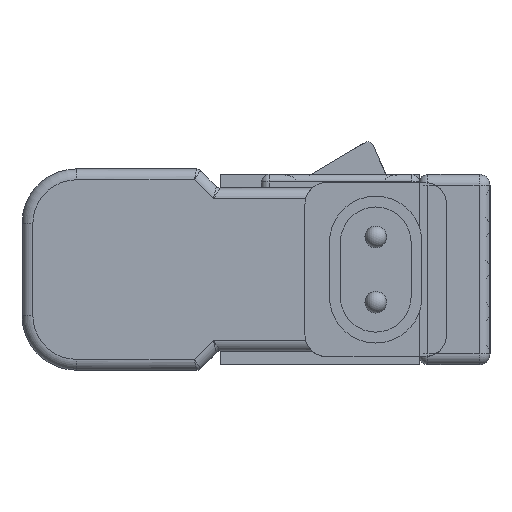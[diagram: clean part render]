
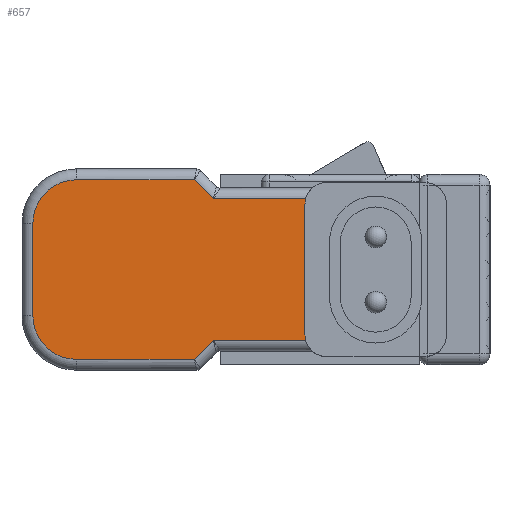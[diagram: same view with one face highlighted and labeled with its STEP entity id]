
A CAD part, left-side view. The second image highlights one B-rep face of the part: STEP entity #657.
In plain terms, the highlighted planar face has unit normal (-1, 0, 0).
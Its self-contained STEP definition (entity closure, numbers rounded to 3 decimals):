
#158 = DIRECTION ( 'NONE',  ( 0., 0., -1. ) ) ;
#308 = LINE ( 'NONE', #8508, #7500 ) ;
#324 = EDGE_CURVE ( 'NONE', #4747, #8394, #2156, .T. ) ;
#399 = VERTEX_POINT ( 'NONE', #2748 ) ;
#448 = CARTESIAN_POINT ( 'NONE',  ( -197.5, 38., 8.25 ) ) ;
#481 = ORIENTED_EDGE ( 'NONE', *, *, #2765, .T. ) ;
#500 = CARTESIAN_POINT ( 'NONE',  ( -197.5, 38., 8.25 ) ) ;
#511 = ORIENTED_EDGE ( 'NONE', *, *, #1868, .T. ) ;
#537 = ORIENTED_EDGE ( 'NONE', *, *, #4594, .T. ) ;
#547 = ORIENTED_EDGE ( 'NONE', *, *, #6699, .T. ) ;
#600 = ORIENTED_EDGE ( 'NONE', *, *, #324, .T. ) ;
#645 = ORIENTED_EDGE ( 'NONE', *, *, #683, .T. ) ;
#657 = ADVANCED_FACE ( 'NONE', ( #1361 ), #6766, .T. ) ;
#672 = ORIENTED_EDGE ( 'NONE', *, *, #1548, .T. ) ;
#680 = ORIENTED_EDGE ( 'NONE', *, *, #7605, .T. ) ;
#683 = EDGE_CURVE ( 'NONE', #8923, #4747, #3029, .T. ) ;
#720 = ORIENTED_EDGE ( 'NONE', *, *, #2914, .T. ) ;
#735 = CARTESIAN_POINT ( 'NONE',  ( -197.5, 27.457, 8.543 ) ) ;
#737 = LINE ( 'NONE', #6861, #4314 ) ;
#745 = LINE ( 'NONE', #7155, #4321 ) ;
#766 = ORIENTED_EDGE ( 'NONE', *, *, #5162, .F. ) ;
#767 = ORIENTED_EDGE ( 'NONE', *, *, #6157, .T. ) ;
#818 = ORIENTED_EDGE ( 'NONE', *, *, #8742, .T. ) ;
#843 = CARTESIAN_POINT ( 'NONE',  ( -197.5, 16.936, -6.5 ) ) ;
#863 = CARTESIAN_POINT ( 'NONE',  ( -197.5, 17., 8. ) ) ;
#918 = CARTESIAN_POINT ( 'NONE',  ( -197.5, 25.414, 6.5 ) ) ;
#1100 = DIRECTION ( 'NONE',  ( 1., 0., 0. ) ) ;
#1239 = LINE ( 'NONE', #863, #8369 ) ;
#1361 = FACE_OUTER_BOUND ( 'NONE', #3720, .T. ) ;
#1395 = LINE ( 'NONE', #3198, #5393 ) ;
#1541 = CARTESIAN_POINT ( 'NONE',  ( -197.5, 16.936, 6.5 ) ) ;
#1548 = EDGE_CURVE ( 'NONE', #2257, #8923, #5353, .T. ) ;
#1584 = VECTOR ( 'NONE', #9029, 1000. ) ;
#1706 = CARTESIAN_POINT ( 'NONE',  ( -197.5, 25.414, -6.5 ) ) ;
#1785 = DIRECTION ( 'NONE',  ( 1., 0., 0. ) ) ;
#1852 = VERTEX_POINT ( 'NONE', #4640 ) ;
#1868 = EDGE_CURVE ( 'NONE', #399, #7237, #5002, .T. ) ;
#2156 = CIRCLE ( 'NONE', #7045, 4. ) ;
#2257 = VERTEX_POINT ( 'NONE', #918 ) ;
#2748 = CARTESIAN_POINT ( 'NONE',  ( -197.5, 38., -8.25 ) ) ;
#2765 = EDGE_CURVE ( 'NONE', #7237, #3301, #745, .T. ) ;
#2771 = CARTESIAN_POINT ( 'NONE',  ( -197.5, 27.164, -8.25 ) ) ;
#2795 = AXIS2_PLACEMENT_3D ( 'NONE', #5972, #1785, #6709 ) ;
#2879 = CARTESIAN_POINT ( 'NONE',  ( -197.5, 27.164, 8.25 ) ) ;
#2914 = EDGE_CURVE ( 'NONE', #7331, #3175, #3411, .T. ) ;
#3029 = LINE ( 'NONE', #448, #6481 ) ;
#3175 = VERTEX_POINT ( 'NONE', #1541 ) ;
#3198 = CARTESIAN_POINT ( 'NONE',  ( -197.5, 0., -6.5 ) ) ;
#3232 = CARTESIAN_POINT ( 'NONE',  ( -197.5, 38., -4.25 ) ) ;
#3301 = VERTEX_POINT ( 'NONE', #1706 ) ;
#3312 = DIRECTION ( 'NONE',  ( 0., 0., 1. ) ) ;
#3332 = DIRECTION ( 'NONE',  ( -1., 0., 0. ) ) ;
#3411 = CIRCLE ( 'NONE', #7936, 2. ) ;
#3442 = VERTEX_POINT ( 'NONE', #6624 ) ;
#3720 = EDGE_LOOP ( 'NONE', ( #818, #767, #766, #720, #680, #672, #645, #600, #547, #537, #511, #481 ) ) ;
#3952 = DIRECTION ( 'NONE',  ( 0., 0., 1. ) ) ;
#4062 = CIRCLE ( 'NONE', #7882, 4. ) ;
#4125 = CIRCLE ( 'NONE', #2795, 2. ) ;
#4280 = VERTEX_POINT ( 'NONE', #843 ) ;
#4314 = VECTOR ( 'NONE', #6229, 1000. ) ;
#4321 = VECTOR ( 'NONE', #8536, 1000. ) ;
#4425 = CARTESIAN_POINT ( 'NONE',  ( -197.5, 17., 6. ) ) ;
#4568 = VECTOR ( 'NONE', #6717, 1000. ) ;
#4594 = EDGE_CURVE ( 'NONE', #1852, #399, #4062, .T. ) ;
#4640 = CARTESIAN_POINT ( 'NONE',  ( -197.5, 42., -4.25 ) ) ;
#4747 = VERTEX_POINT ( 'NONE', #500 ) ;
#4772 = CARTESIAN_POINT ( 'NONE',  ( -197.5, 0., 0. ) ) ;
#5002 = LINE ( 'NONE', #6088, #4568 ) ;
#5162 = EDGE_CURVE ( 'NONE', #7331, #3442, #1239, .T. ) ;
#5353 = LINE ( 'NONE', #735, #1584 ) ;
#5366 = CARTESIAN_POINT ( 'NONE',  ( -197.5, 15., 6. ) ) ;
#5393 = VECTOR ( 'NONE', #7293, 1000. ) ;
#5840 = DIRECTION ( 'NONE',  ( 0., 0., -1. ) ) ;
#5870 = AXIS2_PLACEMENT_3D ( 'NONE', #4772, #3332, #8123 ) ;
#5972 = CARTESIAN_POINT ( 'NONE',  ( -197.5, 15., -6. ) ) ;
#6016 = DIRECTION ( 'NONE',  ( 0., 0., 1. ) ) ;
#6088 = CARTESIAN_POINT ( 'NONE',  ( -197.5, 26.75, -8.25 ) ) ;
#6157 = EDGE_CURVE ( 'NONE', #4280, #3442, #4125, .T. ) ;
#6229 = DIRECTION ( 'NONE',  ( 0., 1., 0. ) ) ;
#6433 = CARTESIAN_POINT ( 'NONE',  ( -197.5, 42., 4.25 ) ) ;
#6481 = VECTOR ( 'NONE', #8780, 1000. ) ;
#6624 = CARTESIAN_POINT ( 'NONE',  ( -197.5, 17., -6. ) ) ;
#6699 = EDGE_CURVE ( 'NONE', #8394, #1852, #308, .T. ) ;
#6709 = DIRECTION ( 'NONE',  ( 0., 0., 1. ) ) ;
#6717 = DIRECTION ( 'NONE',  ( 0., -1., 0. ) ) ;
#6766 = PLANE ( 'NONE',  #5870 ) ;
#6861 = CARTESIAN_POINT ( 'NONE',  ( -197.5, 0., 6.5 ) ) ;
#7045 = AXIS2_PLACEMENT_3D ( 'NONE', #8876, #7409, #3312 ) ;
#7155 = CARTESIAN_POINT ( 'NONE',  ( -197.5, 25.707, -6.793 ) ) ;
#7237 = VERTEX_POINT ( 'NONE', #2771 ) ;
#7293 = DIRECTION ( 'NONE',  ( 0., -1., 0. ) ) ;
#7331 = VERTEX_POINT ( 'NONE', #4425 ) ;
#7409 = DIRECTION ( 'NONE',  ( -1., 0., 0. ) ) ;
#7500 = VECTOR ( 'NONE', #158, 1000. ) ;
#7605 = EDGE_CURVE ( 'NONE', #3175, #2257, #737, .T. ) ;
#7882 = AXIS2_PLACEMENT_3D ( 'NONE', #3232, #8023, #3952 ) ;
#7936 = AXIS2_PLACEMENT_3D ( 'NONE', #5366, #1100, #6016 ) ;
#8023 = DIRECTION ( 'NONE',  ( -1., 0., 0. ) ) ;
#8123 = DIRECTION ( 'NONE',  ( 0., 0., 1. ) ) ;
#8369 = VECTOR ( 'NONE', #5840, 1000. ) ;
#8394 = VERTEX_POINT ( 'NONE', #6433 ) ;
#8508 = CARTESIAN_POINT ( 'NONE',  ( -197.5, 42., 0. ) ) ;
#8536 = DIRECTION ( 'NONE',  ( 0., -0.707, 0.707 ) ) ;
#8742 = EDGE_CURVE ( 'NONE', #3301, #4280, #1395, .T. ) ;
#8780 = DIRECTION ( 'NONE',  ( 0., 1., 0. ) ) ;
#8876 = CARTESIAN_POINT ( 'NONE',  ( -197.5, 38., 4.25 ) ) ;
#8923 = VERTEX_POINT ( 'NONE', #2879 ) ;
#9029 = DIRECTION ( 'NONE',  ( 0., 0.707, 0.707 ) ) ;
